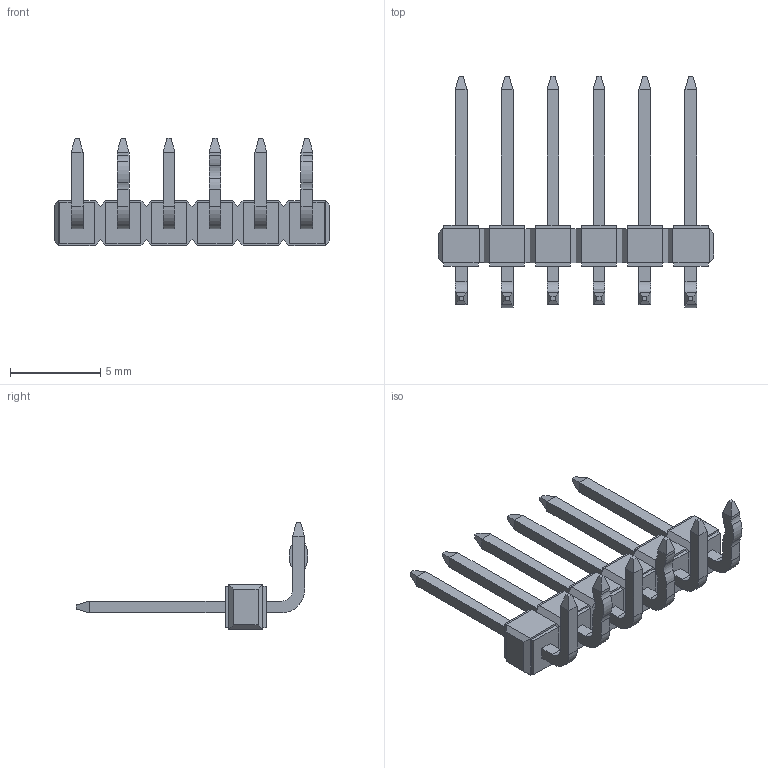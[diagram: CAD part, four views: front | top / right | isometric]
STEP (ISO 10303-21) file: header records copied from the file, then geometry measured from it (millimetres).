
FILE_DESCRIPTION((''),'2;1');
FILE_NAME('022289061','2015-04-23T',('me'),(''),'PRO/ENGINEER BY PARAMETRIC TECHNOLOGY CORPORATION, 2011490','PRO/ENGINEER BY PARAMETRIC TECHNOLOGY CORPORATION, 2011490','');
FILE_SCHEMA(('CONFIG_CONTROL_DESIGN'));
Length unit declared in the file: inch
Products named in the file (1): 022289061
Bounding box: 15.24 x 12.81 x 5.92 mm (x, y, z)
Volume: 115.1 mm3; surface area: 378.9 mm2
Topology: 1 solids, 1 shells, 260 faces, 646 edges, 412 vertices
Faces by surface type: plane 230, cylinder 30
Entity records: 7586 total; most frequent: CARTESIAN_POINT 1319, ORIENTED_EDGE 1292, DIRECTION 1228, EDGE_CURVE 646, VECTOR 586, LINE 586, VERTEX_POINT 412, AXIS2_PLACEMENT_3D 321
